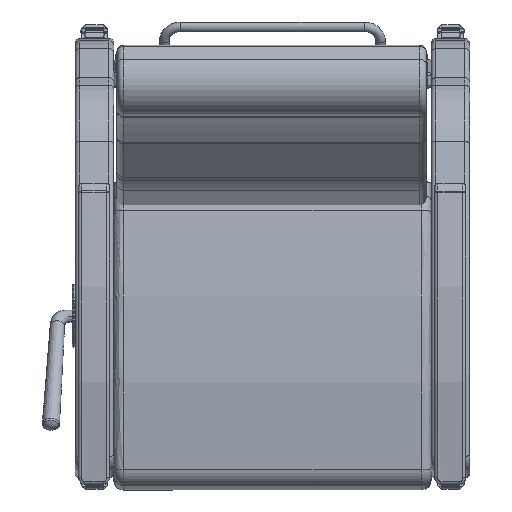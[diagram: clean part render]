
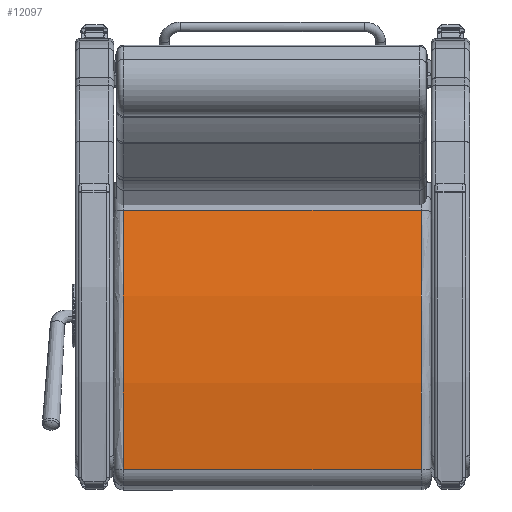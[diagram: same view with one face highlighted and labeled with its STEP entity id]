
A CAD part, front view. The second image highlights one B-rep face of the part: STEP entity #12097.
In plain terms, the highlighted free-form (B-spline) face has degree [1, 2] with [2, 3] control points.
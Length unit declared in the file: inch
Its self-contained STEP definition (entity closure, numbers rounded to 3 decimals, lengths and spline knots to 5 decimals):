
#306=(
BOUNDED_SURFACE()
B_SPLINE_SURFACE(1,2,((#19378,#19379,#19380),(#19381,#19382,#19383)),
 .UNSPECIFIED.,.F.,.F.,.F.)
B_SPLINE_SURFACE_WITH_KNOTS((2,2),(3,3),(-0.19254,0.19254),
(1.36178,1.69928),.UNSPECIFIED.)
GEOMETRIC_REPRESENTATION_ITEM()
RATIONAL_B_SPLINE_SURFACE(((1.,0.986,1.),(1.,0.986,
1.)))
REPRESENTATION_ITEM('')
SURFACE()
);
#572=ELLIPSE('',#13236,60.05357,60.);
#582=ELLIPSE('',#13264,60.05357,60.);
#1227=FACE_OUTER_BOUND('',#2032,.T.);
#2032=EDGE_LOOP('',(#8331,#8332,#8333,#8334));
#2950=LINE('',#19376,#3723);
#2951=LINE('',#19385,#3724);
#3723=VECTOR('',#15073,0.3937);
#3724=VECTOR('',#15076,0.3937);
#5304=VERTEX_POINT('',#19168);
#5305=VERTEX_POINT('',#19169);
#5330=VERTEX_POINT('',#19375);
#5331=VERTEX_POINT('',#19384);
#6451=EDGE_CURVE('',#5304,#5305,#572,.T.);
#6489=EDGE_CURVE('',#5305,#5330,#2950,.T.);
#6491=EDGE_CURVE('',#5304,#5331,#2951,.T.);
#6492=EDGE_CURVE('',#5330,#5331,#582,.T.);
#8331=ORIENTED_EDGE('',*,*,#6451,.F.);
#8332=ORIENTED_EDGE('',*,*,#6491,.T.);
#8333=ORIENTED_EDGE('',*,*,#6492,.F.);
#8334=ORIENTED_EDGE('',*,*,#6489,.F.);
#12097=ADVANCED_FACE('',(#1227),#306,.F.);
#13236=AXIS2_PLACEMENT_3D('',#19170,#15005,#15006);
#13264=AXIS2_PLACEMENT_3D('',#19386,#15077,#15078);
#15005=DIRECTION('center_axis',(0.,0.,-1.));
#15006=DIRECTION('ref_axis',(1.,0.,0.));
#15073=DIRECTION('',(0.,0.,1.));
#15076=DIRECTION('',(0.,0.,1.));
#15077=DIRECTION('center_axis',(0.,0.,1.));
#15078=DIRECTION('ref_axis',(1.,0.,0.));
#19168=CARTESIAN_POINT('',(-10.04459,1.25621,-11.5625));
#19169=CARTESIAN_POINT('',(10.1114,0.44486,-11.5625));
#19170=CARTESIAN_POINT('Origin',(-2.34979,-58.24922,-11.5625));
#19375=CARTESIAN_POINT('',(10.1114,0.44486,11.5625));
#19376=CARTESIAN_POINT('',(10.1114,0.44486,0.));
#19378=CARTESIAN_POINT('Ctrl Pts',(10.1114,0.44486,-11.5625));
#19379=CARTESIAN_POINT('Ctrl Pts',(0.10258,2.56602,-11.5625));
#19380=CARTESIAN_POINT('Ctrl Pts',(-10.04459,1.25621,-11.5625));
#19381=CARTESIAN_POINT('Ctrl Pts',(10.1114,0.44486,11.5625));
#19382=CARTESIAN_POINT('Ctrl Pts',(0.10258,2.56602,11.5625));
#19383=CARTESIAN_POINT('Ctrl Pts',(-10.04459,1.25621,11.5625));
#19384=CARTESIAN_POINT('',(-10.04459,1.25621,11.5625));
#19385=CARTESIAN_POINT('',(-10.04459,1.25621,0.));
#19386=CARTESIAN_POINT('Origin',(-2.34979,-58.24922,11.5625));
